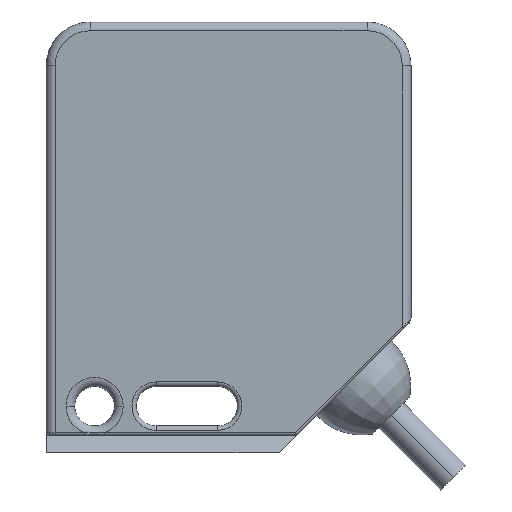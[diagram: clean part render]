
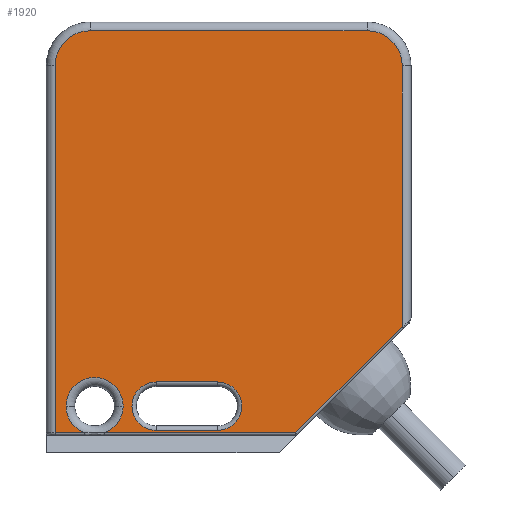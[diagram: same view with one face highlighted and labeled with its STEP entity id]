
A CAD part, top view. The second image highlights one B-rep face of the part: STEP entity #1920.
In plain terms, the highlighted planar face has unit normal (0, 0, 1).
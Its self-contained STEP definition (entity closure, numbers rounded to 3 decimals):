
#56=CARTESIAN_POINT('',(-1.25,-19.2,7.5));
#57=DIRECTION('',(0.,0.,-1.));
#58=DIRECTION('',(0.,1.,0.));
#59=AXIS2_PLACEMENT_3D('',#56,#57,#58);
#65=DIRECTION('',(1.,0.,0.));
#66=VECTOR('',#65,7.);
#67=CARTESIAN_POINT('',(-8.25,-16.45,7.5));
#68=LINE('',#67,#66);
#72=CARTESIAN_POINT('',(-8.25,-19.2,7.5));
#73=DIRECTION('',(0.,0.,-1.));
#74=DIRECTION('',(0.,-1.,0.));
#75=AXIS2_PLACEMENT_3D('',#72,#73,#74);
#80=DIRECTION('',(-1.,0.,0.));
#81=VECTOR('',#80,7.);
#82=CARTESIAN_POINT('',(-1.25,-21.95,7.5));
#83=LINE('',#82,#81);
#87=DIRECTION('',(0.707,0.707,0.));
#88=VECTOR('',#87,17.117);
#89=CARTESIAN_POINT('',(7.646,-22.25,7.5));
#90=LINE('',#89,#88);
#94=DIRECTION('',(1.,0.,0.));
#95=VECTOR('',#94,21.774);
#96=CARTESIAN_POINT('',(-14.128,-22.25,7.5));
#97=LINE('',#96,#95);
#101=CARTESIAN_POINT('',(-15.25,-19.2,7.5));
#102=DIRECTION('',(0.,0.,-1.));
#103=DIRECTION('',(1.,0.,0.));
#104=AXIS2_PLACEMENT_3D('',#101,#102,#103);
#109=CARTESIAN_POINT('',(-15.25,-19.2,7.5));
#110=DIRECTION('',(0.,0.,-1.));
#111=DIRECTION('',(-1.,0.,0.));
#112=AXIS2_PLACEMENT_3D('',#109,#110,#111);
#117=CARTESIAN_POINT('',(-15.25,-19.2,7.5));
#118=DIRECTION('',(0.,0.,-1.));
#119=DIRECTION('',(-0.345,-0.938,0.));
#120=AXIS2_PLACEMENT_3D('',#117,#118,#119);
#125=DIRECTION('',(1.,0.,0.));
#126=VECTOR('',#125,3.378);
#127=CARTESIAN_POINT('',(-19.75,-22.25,7.5));
#128=LINE('',#127,#126);
#132=DIRECTION('',(0.,-1.,0.));
#133=VECTOR('',#132,41.75);
#134=CARTESIAN_POINT('',(-19.75,19.5,7.5));
#135=LINE('',#134,#133);
#139=CARTESIAN_POINT('',(-15.75,19.5,7.5));
#140=DIRECTION('',(0.,0.,1.));
#141=DIRECTION('',(0.,1.,0.));
#142=AXIS2_PLACEMENT_3D('',#139,#140,#141);
#147=DIRECTION('',(-1.,0.,0.));
#148=VECTOR('',#147,31.5);
#149=CARTESIAN_POINT('',(15.75,23.5,7.5));
#150=LINE('',#149,#148);
#154=CARTESIAN_POINT('',(15.75,19.5,7.5));
#155=DIRECTION('',(0.,0.,1.));
#156=DIRECTION('',(1.,0.,0.));
#157=AXIS2_PLACEMENT_3D('',#154,#155,#156);
#162=DIRECTION('',(0.,1.,0.));
#163=VECTOR('',#162,29.646);
#164=CARTESIAN_POINT('',(19.75,-10.146,7.5));
#165=LINE('',#164,#163);
#473=CARTESIAN_POINT('',(-14.128,-22.25,7.5));
#812=CARTESIAN_POINT('',(19.75,-10.146,7.5));
#1658=CARTESIAN_POINT('',(-15.75,23.5,7.5));
#1659=CARTESIAN_POINT('',(-19.75,19.5,7.5));
#1660=VERTEX_POINT('',#1658);
#1661=VERTEX_POINT('',#1659);
#1666=CARTESIAN_POINT('',(15.75,23.5,7.5));
#1667=VERTEX_POINT('',#1666);
#1670=CARTESIAN_POINT('',(19.75,19.5,7.5));
#1671=VERTEX_POINT('',#1670);
#1690=CARTESIAN_POINT('',(-1.25,-16.45,7.5));
#1691=CARTESIAN_POINT('',(-1.25,-21.95,7.5));
#1692=VERTEX_POINT('',#1690);
#1693=VERTEX_POINT('',#1691);
#1698=CARTESIAN_POINT('',(-8.25,-21.95,7.5));
#1699=VERTEX_POINT('',#1698);
#1702=CARTESIAN_POINT('',(-8.25,-16.45,7.5));
#1703=VERTEX_POINT('',#1702);
#1710=CARTESIAN_POINT('',(-18.5,-19.2,7.5));
#1711=CARTESIAN_POINT('',(-12.,-19.2,7.5));
#1712=VERTEX_POINT('',#1710);
#1713=VERTEX_POINT('',#1711);
#1753=VERTEX_POINT('',#812);
#1755=CARTESIAN_POINT('',(7.646,-22.25,7.5));
#1756=VERTEX_POINT('',#1755);
#1765=CARTESIAN_POINT('',(-19.75,-22.25,7.5));
#1766=VERTEX_POINT('',#1765);
#1769=CARTESIAN_POINT('',(-16.372,-22.25,
7.5));
#1770=VERTEX_POINT('',#1769);
#1773=VERTEX_POINT('',#473);
#1881=CARTESIAN_POINT('',(0.,0.,7.5));
#1882=DIRECTION('',(0.,0.,1.));
#1883=DIRECTION('',(1.,0.,0.));
#1884=AXIS2_PLACEMENT_3D('',#1881,#1882,#1883);
#1885=PLANE('',#1884);
#1887=ORIENTED_EDGE('',*,*,#1886,.F.);
#1889=ORIENTED_EDGE('',*,*,#1888,.F.);
#1891=ORIENTED_EDGE('',*,*,#1890,.F.);
#1893=ORIENTED_EDGE('',*,*,#1892,.F.);
#1895=ORIENTED_EDGE('',*,*,#1894,.F.);
#1897=ORIENTED_EDGE('',*,*,#1896,.F.);
#1899=ORIENTED_EDGE('',*,*,#1898,.F.);
#1901=ORIENTED_EDGE('',*,*,#1900,.F.);
#1903=ORIENTED_EDGE('',*,*,#1902,.F.);
#1905=ORIENTED_EDGE('',*,*,#1904,.F.);
#1907=ORIENTED_EDGE('',*,*,#1906,.F.);
#1908=EDGE_LOOP('',(#1887,#1889,#1891,#1893,#1895,#1897,#1899,#1901,#1903,#1905,
#1907));
#1909=FACE_OUTER_BOUND('',#1908,.F.);
#1911=ORIENTED_EDGE('',*,*,#1910,.F.);
#1913=ORIENTED_EDGE('',*,*,#1912,.F.);
#1915=ORIENTED_EDGE('',*,*,#1914,.F.);
#1917=ORIENTED_EDGE('',*,*,#1916,.F.);
#1918=EDGE_LOOP('',(#1911,#1913,#1915,#1917));
#1919=FACE_BOUND('',#1918,.F.);
#1920=ADVANCED_FACE('',(#1909,#1919),#1885,.T.);
#60=CIRCLE('',#59,2.75);
#76=CIRCLE('',#75,2.75);
#105=CIRCLE('',#104,3.25);
#113=CIRCLE('',#112,3.25);
#121=CIRCLE('',#120,3.25);
#143=CIRCLE('',#142,4.);
#158=CIRCLE('',#157,4.);
#1886=EDGE_CURVE('',#1756,#1753,#90,.T.);
#1888=EDGE_CURVE('',#1773,#1756,#97,.T.);
#1890=EDGE_CURVE('',#1713,#1773,#105,.T.);
#1892=EDGE_CURVE('',#1712,#1713,#113,.T.);
#1894=EDGE_CURVE('',#1770,#1712,#121,.T.);
#1896=EDGE_CURVE('',#1766,#1770,#128,.T.);
#1898=EDGE_CURVE('',#1661,#1766,#135,.T.);
#1900=EDGE_CURVE('',#1660,#1661,#143,.T.);
#1902=EDGE_CURVE('',#1667,#1660,#150,.T.);
#1904=EDGE_CURVE('',#1671,#1667,#158,.T.);
#1906=EDGE_CURVE('',#1753,#1671,#165,.T.);
#1910=EDGE_CURVE('',#1692,#1693,#60,.T.);
#1912=EDGE_CURVE('',#1703,#1692,#68,.T.);
#1914=EDGE_CURVE('',#1699,#1703,#76,.T.);
#1916=EDGE_CURVE('',#1693,#1699,#83,.T.);
